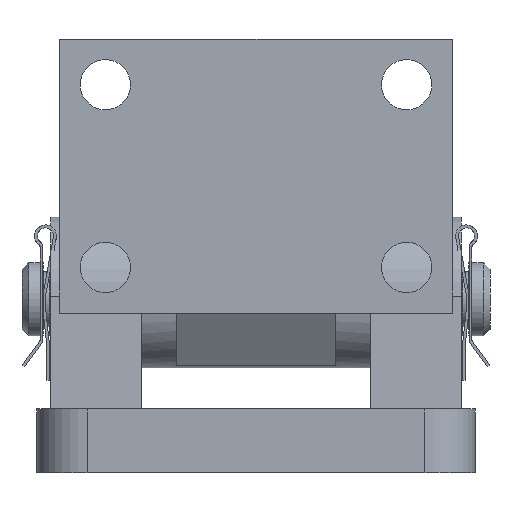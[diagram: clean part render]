
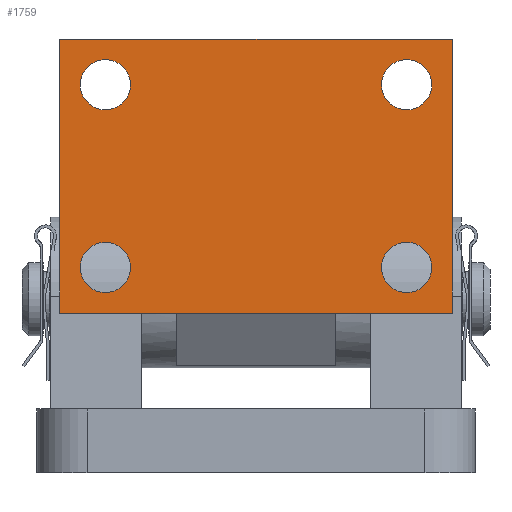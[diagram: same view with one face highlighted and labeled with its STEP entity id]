
A CAD part, front view. The second image highlights one B-rep face of the part: STEP entity #1759.
In plain terms, the highlighted face is planar.
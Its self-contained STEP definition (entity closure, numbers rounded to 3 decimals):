
#150 = EDGE_CURVE ( 'NONE', #4116, #1135, #1353, .T. ) ;
#151 = EDGE_CURVE ( 'NONE', #1023, #1120, #1333, .T. ) ;
#164 = EDGE_CURVE ( 'NONE', #1120, #1023, #1645, .T. ) ;
#166 = EDGE_CURVE ( 'NONE', #1092, #1052, #1623, .T. ) ;
#174 = EDGE_CURVE ( 'NONE', #4032, #4186, #1415, .T. ) ;
#190 = EDGE_CURVE ( 'NONE', #1052, #1092, #1421, .T. ) ;
#246 = EDGE_CURVE ( 'NONE', #1066, #957, #1764, .T. ) ;
#252 = EDGE_CURVE ( 'NONE', #1002, #1098, #1622, .T. ) ;
#254 = EDGE_CURVE ( 'NONE', #4186, #4032, #1652, .T. ) ;
#377 = CARTESIAN_POINT ( 'NONE',  ( 15.5, 76., 0. ) ) ;
#395 = CARTESIAN_POINT ( 'NONE',  ( 55.5, 10., 0. ) ) ;
#414 = CARTESIAN_POINT ( 'NONE',  ( 0., 86., 0. ) ) ;
#665 = CARTESIAN_POINT ( 'NONE',  ( 10., 76., 0. ) ) ;
#670 = CARTESIAN_POINT ( 'NONE',  ( 10., 10., 0. ) ) ;
#701 = DIRECTION ( 'NONE',  ( 0., 0., 1. ) ) ;
#703 = DIRECTION ( 'NONE',  ( 0., 0., 1. ) ) ;
#704 = DIRECTION ( 'NONE',  ( 1., 0., 0. ) ) ;
#705 = DIRECTION ( 'NONE',  ( 1., 0., 0. ) ) ;
#712 = CARTESIAN_POINT ( 'NONE',  ( 50., 10., 0. ) ) ;
#721 = CARTESIAN_POINT ( 'NONE',  ( 50., 10., 0. ) ) ;
#741 = DIRECTION ( 'NONE',  ( 1., 0., 0. ) ) ;
#751 = DIRECTION ( 'NONE',  ( 1., 0., 0. ) ) ;
#755 = DIRECTION ( 'NONE',  ( 0., 0., 1. ) ) ;
#757 = DIRECTION ( 'NONE',  ( 0., 0., 1. ) ) ;
#769 = CARTESIAN_POINT ( 'NONE',  ( 10., 76., 0. ) ) ;
#772 = CARTESIAN_POINT ( 'NONE',  ( 50., 76., 0. ) ) ;
#774 = DIRECTION ( 'NONE',  ( 0., 0., 1. ) ) ;
#775 = DIRECTION ( 'NONE',  ( 1., 0., 0. ) ) ;
#776 = DIRECTION ( 'NONE',  ( 0., 0., 1. ) ) ;
#787 = DIRECTION ( 'NONE',  ( 1., 0., 0. ) ) ;
#825 = CARTESIAN_POINT ( 'NONE',  ( 0., 86., 0. ) ) ;
#855 = DIRECTION ( 'NONE',  ( -1., 0., 0. ) ) ;
#858 = DIRECTION ( 'NONE',  ( 0., 0., -1. ) ) ;
#895 = PLANE ( 'NONE',  #4380 ) ;
#957 = VERTEX_POINT ( 'NONE', #3474 ) ;
#1002 = VERTEX_POINT ( 'NONE', #5630 ) ;
#1023 = VERTEX_POINT ( 'NONE', #5692 ) ;
#1052 = VERTEX_POINT ( 'NONE', #5693 ) ;
#1066 = VERTEX_POINT ( 'NONE', #5688 ) ;
#1092 = VERTEX_POINT ( 'NONE', #395 ) ;
#1098 = VERTEX_POINT ( 'NONE', #414 ) ;
#1120 = VERTEX_POINT ( 'NONE', #377 ) ;
#1135 = VERTEX_POINT ( 'NONE', #4467 ) ;
#1243 = FACE_BOUND ( 'NONE', #2178, .T. ) ;
#1251 = FACE_BOUND ( 'NONE', #2073, .T. ) ;
#1262 = FACE_OUTER_BOUND ( 'NONE', #2068, .T. ) ;
#1333 = CIRCLE ( 'NONE', #4609, 5.5 ) ;
#1353 = CIRCLE ( 'NONE', #4700, 5.5 ) ;
#1415 = CIRCLE ( 'NONE', #4581, 5.5 ) ;
#1421 = CIRCLE ( 'NONE', #4516, 5.5 ) ;
#1574 = VECTOR ( 'NONE', #3644, 1000. ) ;
#1622 = LINE ( 'NONE', #3660, #1642 ) ;
#1623 = CIRCLE ( 'NONE', #4662, 5.5 ) ;
#1642 = VECTOR ( 'NONE', #3645, 1000. ) ;
#1645 = CIRCLE ( 'NONE', #4656, 5.5 ) ;
#1652 = CIRCLE ( 'NONE', #4562, 5.5 ) ;
#1672 = FACE_BOUND ( 'NONE', #2177, .T. ) ;
#1681 = FACE_BOUND ( 'NONE', #2009, .T. ) ;
#1759 = ADVANCED_FACE ( 'NONE', ( #1251, #1681, #1262, #1243, #1672 ), #895, .T. ) ;
#1764 = LINE ( 'NONE', #3625, #1574 ) ;
#1944 = EDGE_CURVE ( 'NONE', #1135, #4116, #5374, .T. ) ;
#1956 = EDGE_CURVE ( 'NONE', #1098, #1066, #5390, .T. ) ;
#1967 = EDGE_CURVE ( 'NONE', #957, #1002, #5407, .T. ) ;
#2009 = EDGE_LOOP ( 'NONE', ( #2251, #2250 ) ) ;
#2068 = EDGE_LOOP ( 'NONE', ( #2437, #2319, #2318, #2301 ) ) ;
#2073 = EDGE_LOOP ( 'NONE', ( #2253, #2252 ) ) ;
#2177 = EDGE_LOOP ( 'NONE', ( #2248, #2247 ) ) ;
#2178 = EDGE_LOOP ( 'NONE', ( #2300, #2249 ) ) ;
#2247 = ORIENTED_EDGE ( 'NONE', *, *, #190, .T. ) ;
#2248 = ORIENTED_EDGE ( 'NONE', *, *, #166, .T. ) ;
#2249 = ORIENTED_EDGE ( 'NONE', *, *, #1944, .T. ) ;
#2250 = ORIENTED_EDGE ( 'NONE', *, *, #151, .T. ) ;
#2251 = ORIENTED_EDGE ( 'NONE', *, *, #164, .T. ) ;
#2252 = ORIENTED_EDGE ( 'NONE', *, *, #254, .T. ) ;
#2253 = ORIENTED_EDGE ( 'NONE', *, *, #174, .T. ) ;
#2300 = ORIENTED_EDGE ( 'NONE', *, *, #150, .T. ) ;
#2301 = ORIENTED_EDGE ( 'NONE', *, *, #246, .F. ) ;
#2318 = ORIENTED_EDGE ( 'NONE', *, *, #1967, .F. ) ;
#2319 = ORIENTED_EDGE ( 'NONE', *, *, #252, .F. ) ;
#2437 = ORIENTED_EDGE ( 'NONE', *, *, #1956, .F. ) ;
#3474 = CARTESIAN_POINT ( 'NONE',  ( 60., 0., 0. ) ) ;
#3621 = DIRECTION ( 'NONE',  ( 1., 0., 0. ) ) ;
#3625 = CARTESIAN_POINT ( 'NONE',  ( 0., 0., 0. ) ) ;
#3644 = DIRECTION ( 'NONE',  ( 1., 0., 0. ) ) ;
#3645 = DIRECTION ( 'NONE',  ( -1., 0., 0. ) ) ;
#3660 = CARTESIAN_POINT ( 'NONE',  ( 0., 86., 0. ) ) ;
#3688 = CARTESIAN_POINT ( 'NONE',  ( 50., 76., 0. ) ) ;
#3691 = DIRECTION ( 'NONE',  ( 0., 0., 1. ) ) ;
#4032 = VERTEX_POINT ( 'NONE', #5132 ) ;
#4116 = VERTEX_POINT ( 'NONE', #5156 ) ;
#4186 = VERTEX_POINT ( 'NONE', #5175 ) ;
#4210 = AXIS2_PLACEMENT_3D ( 'NONE', #4937, #4941, #4942 ) ;
#4380 = AXIS2_PLACEMENT_3D ( 'NONE', #825, #858, #855 ) ;
#4467 = CARTESIAN_POINT ( 'NONE',  ( 4.5, 10., 0. ) ) ;
#4516 = AXIS2_PLACEMENT_3D ( 'NONE', #721, #755, #751 ) ;
#4562 = AXIS2_PLACEMENT_3D ( 'NONE', #3688, #3691, #3621 ) ;
#4581 = AXIS2_PLACEMENT_3D ( 'NONE', #772, #701, #741 ) ;
#4609 = AXIS2_PLACEMENT_3D ( 'NONE', #665, #774, #787 ) ;
#4656 = AXIS2_PLACEMENT_3D ( 'NONE', #769, #703, #705 ) ;
#4662 = AXIS2_PLACEMENT_3D ( 'NONE', #712, #757, #704 ) ;
#4700 = AXIS2_PLACEMENT_3D ( 'NONE', #670, #776, #775 ) ;
#4937 = CARTESIAN_POINT ( 'NONE',  ( 10., 10., 0. ) ) ;
#4941 = DIRECTION ( 'NONE',  ( 0., 0., 1. ) ) ;
#4942 = DIRECTION ( 'NONE',  ( 1., 0., 0. ) ) ;
#4974 = CARTESIAN_POINT ( 'NONE',  ( 0., 0., 0. ) ) ;
#4975 = DIRECTION ( 'NONE',  ( 0., -1., 0. ) ) ;
#5000 = CARTESIAN_POINT ( 'NONE',  ( 60., 0., 0. ) ) ;
#5001 = DIRECTION ( 'NONE',  ( 0., 1., 0. ) ) ;
#5132 = CARTESIAN_POINT ( 'NONE',  ( 55.5, 76., 0. ) ) ;
#5156 = CARTESIAN_POINT ( 'NONE',  ( 15.5, 10., 0. ) ) ;
#5175 = CARTESIAN_POINT ( 'NONE',  ( 44.5, 76., 0. ) ) ;
#5374 = CIRCLE ( 'NONE', #4210, 5.5 ) ;
#5390 = LINE ( 'NONE', #4974, #5391 ) ;
#5391 = VECTOR ( 'NONE', #4975, 1000. ) ;
#5407 = LINE ( 'NONE', #5000, #5408 ) ;
#5408 = VECTOR ( 'NONE', #5001, 1000. ) ;
#5630 = CARTESIAN_POINT ( 'NONE',  ( 60., 86., 0. ) ) ;
#5688 = CARTESIAN_POINT ( 'NONE',  ( 0., 0., 0. ) ) ;
#5692 = CARTESIAN_POINT ( 'NONE',  ( 4.5, 76., 0. ) ) ;
#5693 = CARTESIAN_POINT ( 'NONE',  ( 44.5, 10., 0. ) ) ;
